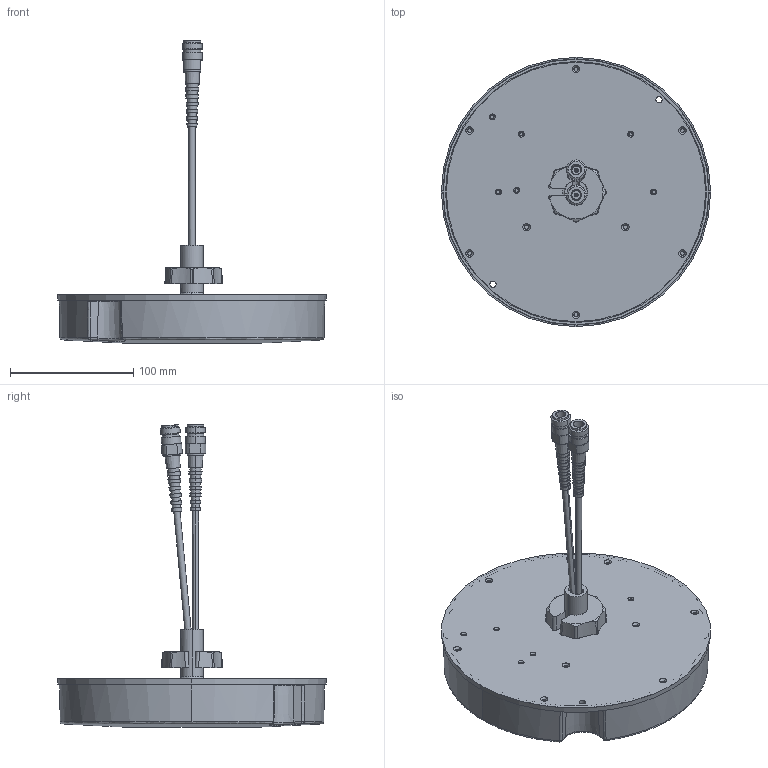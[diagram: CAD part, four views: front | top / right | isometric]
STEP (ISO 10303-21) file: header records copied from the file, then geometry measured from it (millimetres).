
FILE_DESCRIPTION (( 'STEP AP214' ), '1' );
FILE_NAME ('HG74205DPCUPR-NF_3D.STEP', '2021-04-12T18:39:26', ( '' ), ( '' ), 'SwSTEP 2.0', 'SolidWorks 2020', '' );
FILE_SCHEMA (( 'AUTOMOTIVE_DESIGN' ));
Length unit declared in the file: millimetre
Products named in the file (1): HG74205DPCUPR-NF_3D
Bounding box: 218 x 218 x 245.37 mm (x, y, z)
Volume: 220694.6 mm3; surface area: 227482 mm2
Topology: 6 solids, 12 shells, 837 faces, 2130 edges, 1383 vertices
Faces by surface type: plane 309, cylinder 263, cone 157, bspline 108
Entity records: 34252 total; most frequent: CARTESIAN_POINT 14748, ORIENTED_EDGE 4260, DIRECTION 3800, EDGE_CURVE 2130, AXIS2_PLACEMENT_3D 1499, VERTEX_POINT 1383, EDGE_LOOP 953, ADVANCED_FACE 837
